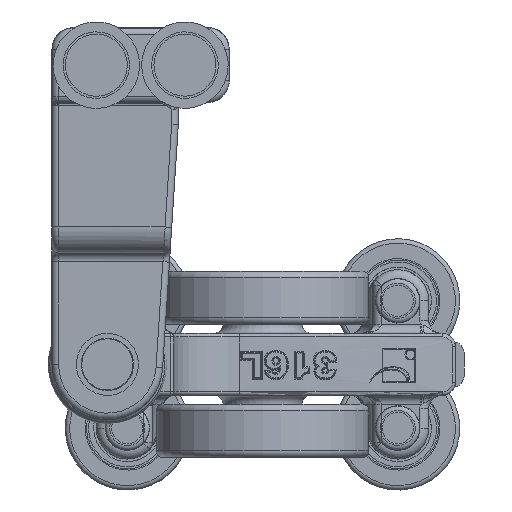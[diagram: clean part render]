
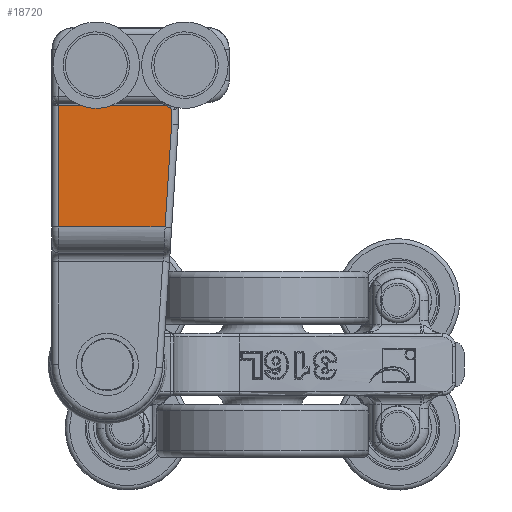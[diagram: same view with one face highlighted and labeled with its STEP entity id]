
A CAD part, left-side view. The second image highlights one B-rep face of the part: STEP entity #18720.
In plain terms, the highlighted face is planar.
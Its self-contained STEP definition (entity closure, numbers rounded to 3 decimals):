
#1870=LINE('',#41883,#2699);
#1873=LINE('',#41977,#2702);
#1874=LINE('',#41979,#2703);
#1875=LINE('',#41981,#2704);
#1876=LINE('',#41982,#2705);
#2699=VECTOR('',#25940,10.);
#2702=VECTOR('',#25951,10.);
#2703=VECTOR('',#25952,10.);
#2704=VECTOR('',#25953,10.);
#2705=VECTOR('',#25954,10.);
#3136=PLANE('',#21284);
#4105=FACE_OUTER_BOUND('',#5268,.T.);
#5268=EDGE_LOOP('',(#16519,#16520,#16521,#16522,#16523,#16524));
#7347=B_SPLINE_CURVE_WITH_KNOTS('',3,(#41969,#41970,#41971,#41972,#41973,
#41974),.UNSPECIFIED.,.F.,.F.,(4,2,4),(-0.154,-0.153,
0.),.UNSPECIFIED.);
#8854=VERTEX_POINT('',#41880);
#8855=VERTEX_POINT('',#41882);
#8859=VERTEX_POINT('',#41962);
#8860=VERTEX_POINT('',#41976);
#8861=VERTEX_POINT('',#41978);
#8862=VERTEX_POINT('',#41980);
#11461=EDGE_CURVE('',#8854,#8855,#1870,.T.);
#11469=EDGE_CURVE('',#8859,#8855,#7347,.T.);
#11470=EDGE_CURVE('',#8854,#8860,#1873,.T.);
#11471=EDGE_CURVE('',#8860,#8861,#1874,.T.);
#11472=EDGE_CURVE('',#8861,#8862,#1875,.T.);
#11473=EDGE_CURVE('',#8862,#8859,#1876,.T.);
#16519=ORIENTED_EDGE('',*,*,#11469,.T.);
#16520=ORIENTED_EDGE('',*,*,#11461,.F.);
#16521=ORIENTED_EDGE('',*,*,#11470,.T.);
#16522=ORIENTED_EDGE('',*,*,#11471,.T.);
#16523=ORIENTED_EDGE('',*,*,#11472,.T.);
#16524=ORIENTED_EDGE('',*,*,#11473,.T.);
#18720=ADVANCED_FACE('',(#4105),#3136,.F.);
#21284=AXIS2_PLACEMENT_3D('',#41975,#25949,#25950);
#25940=DIRECTION('',(0.,1.,0.));
#25949=DIRECTION('center_axis',(0.,0.,1.));
#25950=DIRECTION('ref_axis',(1.,0.,0.));
#25951=DIRECTION('',(-1.,0.,0.));
#25952=DIRECTION('',(0.,1.,0.));
#25953=DIRECTION('',(0.998,0.064,0.));
#25954=DIRECTION('',(1.,0.,0.));
#41880=CARTESIAN_POINT('',(-9.171,-27.5,15.));
#41882=CARTESIAN_POINT('',(-9.171,-3.293,15.));
#41883=CARTESIAN_POINT('',(-9.171,-5.5,15.));
#41962=CARTESIAN_POINT('',(-10.,-2.,15.));
#41969=CARTESIAN_POINT('Ctrl Pts',(-10.,-2.,15.));
#41970=CARTESIAN_POINT('Ctrl Pts',(-9.999,-2.002,
15.));
#41971=CARTESIAN_POINT('Ctrl Pts',(-9.997,-2.004,
15.));
#41972=CARTESIAN_POINT('Ctrl Pts',(-9.701,-2.422,
15.));
#41973=CARTESIAN_POINT('Ctrl Pts',(-9.413,-2.844,15.));
#41974=CARTESIAN_POINT('Ctrl Pts',(-9.171,-3.293,15.));
#41975=CARTESIAN_POINT('Origin',(-36.5,-5.5,15.));
#41976=CARTESIAN_POINT('',(-36.5,-27.5,15.));
#41977=CARTESIAN_POINT('',(-20.5,-27.5,15.));
#41978=CARTESIAN_POINT('',(-36.5,-3.483,15.));
#41979=CARTESIAN_POINT('',(-36.5,-5.5,15.));
#41980=CARTESIAN_POINT('',(-13.452,-2.,15.));
#41981=CARTESIAN_POINT('',(-52.418,-4.507,15.));
#41982=CARTESIAN_POINT('',(-22.5,-2.,15.));
